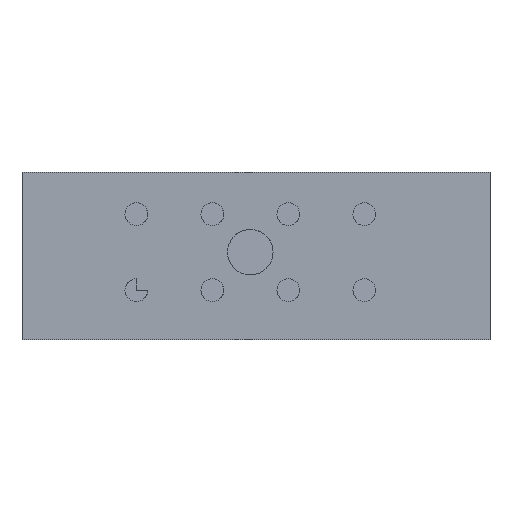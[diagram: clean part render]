
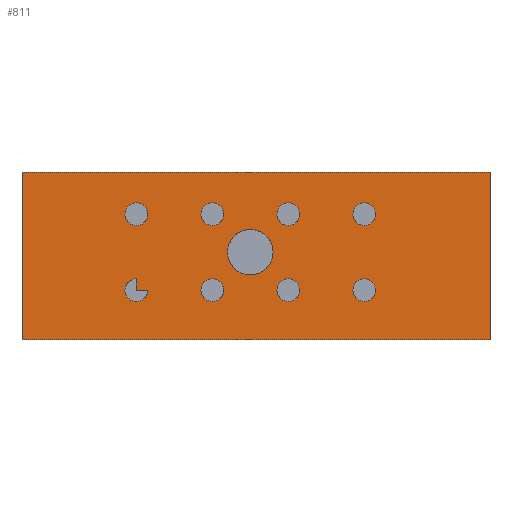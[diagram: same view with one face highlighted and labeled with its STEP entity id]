
A CAD part, front view. The second image highlights one B-rep face of the part: STEP entity #811.
In plain terms, the highlighted planar face has unit normal (0, -1, 0).
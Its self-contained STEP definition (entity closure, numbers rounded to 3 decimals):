
#26=FACE_BOUND('',#159,.T.);
#27=FACE_BOUND('',#160,.T.);
#28=FACE_BOUND('',#161,.T.);
#29=FACE_BOUND('',#162,.T.);
#30=FACE_BOUND('',#163,.T.);
#31=FACE_BOUND('',#164,.T.);
#32=FACE_BOUND('',#165,.T.);
#33=FACE_BOUND('',#166,.T.);
#34=FACE_BOUND('',#167,.T.);
#69=PLANE('',#884);
#108=FACE_OUTER_BOUND('',#158,.T.);
#158=EDGE_LOOP('',(#702,#703,#704,#705));
#159=EDGE_LOOP('',(#706));
#160=EDGE_LOOP('',(#707));
#161=EDGE_LOOP('',(#708,#709,#710));
#162=EDGE_LOOP('',(#711));
#163=EDGE_LOOP('',(#712));
#164=EDGE_LOOP('',(#713));
#165=EDGE_LOOP('',(#714));
#166=EDGE_LOOP('',(#715));
#167=EDGE_LOOP('',(#716));
#197=LINE('',#1122,#284);
#201=LINE('',#1132,#288);
#271=LINE('',#1299,#358);
#272=LINE('',#1301,#359);
#273=LINE('',#1303,#360);
#274=LINE('',#1304,#361);
#284=VECTOR('',#916,10.);
#288=VECTOR('',#928,10.);
#358=VECTOR('',#1080,11.);
#359=VECTOR('',#1081,11.);
#360=VECTOR('',#1082,11.);
#361=VECTOR('',#1083,11.);
#367=CIRCLE('',#834,1.5);
#368=CIRCLE('',#837,1.5);
#369=CIRCLE('',#842,1.5);
#370=CIRCLE('',#845,1.5);
#371=CIRCLE('',#848,1.5);
#372=CIRCLE('',#851,3.);
#373=CIRCLE('',#854,1.5);
#374=CIRCLE('',#857,1.5);
#375=CIRCLE('',#860,1.5);
#378=VERTEX_POINT('',#1104);
#380=VERTEX_POINT('',#1110);
#384=VERTEX_POINT('',#1119);
#385=VERTEX_POINT('',#1121);
#387=VERTEX_POINT('',#1127);
#388=VERTEX_POINT('',#1134);
#390=VERTEX_POINT('',#1140);
#392=VERTEX_POINT('',#1146);
#394=VERTEX_POINT('',#1152);
#396=VERTEX_POINT('',#1158);
#398=VERTEX_POINT('',#1164);
#442=VERTEX_POINT('',#1297);
#443=VERTEX_POINT('',#1298);
#444=VERTEX_POINT('',#1300);
#445=VERTEX_POINT('',#1302);
#449=EDGE_CURVE('',#378,#378,#367,.T.);
#452=EDGE_CURVE('',#380,#380,#368,.T.);
#457=EDGE_CURVE('',#385,#384,#197,.T.);
#460=EDGE_CURVE('',#387,#385,#369,.T.);
#463=EDGE_CURVE('',#384,#387,#201,.T.);
#464=EDGE_CURVE('',#388,#388,#370,.T.);
#467=EDGE_CURVE('',#390,#390,#371,.T.);
#470=EDGE_CURVE('',#392,#392,#372,.T.);
#473=EDGE_CURVE('',#394,#394,#373,.T.);
#476=EDGE_CURVE('',#396,#396,#374,.T.);
#479=EDGE_CURVE('',#398,#398,#375,.T.);
#545=EDGE_CURVE('',#442,#443,#271,.T.);
#546=EDGE_CURVE('',#443,#444,#272,.T.);
#547=EDGE_CURVE('',#444,#445,#273,.T.);
#548=EDGE_CURVE('',#445,#442,#274,.T.);
#702=ORIENTED_EDGE('',*,*,#545,.T.);
#703=ORIENTED_EDGE('',*,*,#546,.T.);
#704=ORIENTED_EDGE('',*,*,#547,.T.);
#705=ORIENTED_EDGE('',*,*,#548,.T.);
#706=ORIENTED_EDGE('',*,*,#449,.T.);
#707=ORIENTED_EDGE('',*,*,#452,.T.);
#708=ORIENTED_EDGE('',*,*,#460,.T.);
#709=ORIENTED_EDGE('',*,*,#457,.T.);
#710=ORIENTED_EDGE('',*,*,#463,.T.);
#711=ORIENTED_EDGE('',*,*,#464,.T.);
#712=ORIENTED_EDGE('',*,*,#467,.T.);
#713=ORIENTED_EDGE('',*,*,#470,.T.);
#714=ORIENTED_EDGE('',*,*,#473,.T.);
#715=ORIENTED_EDGE('',*,*,#476,.T.);
#716=ORIENTED_EDGE('',*,*,#479,.T.);
#811=ADVANCED_FACE('',(#108,#26,#27,#28,#29,#30,#31,#32,#33,#34),#69,.F.);
#834=AXIS2_PLACEMENT_3D('',#1105,#900,#901);
#837=AXIS2_PLACEMENT_3D('',#1111,#907,#908);
#842=AXIS2_PLACEMENT_3D('',#1128,#922,#923);
#845=AXIS2_PLACEMENT_3D('',#1135,#931,#932);
#848=AXIS2_PLACEMENT_3D('',#1141,#938,#939);
#851=AXIS2_PLACEMENT_3D('',#1147,#945,#946);
#854=AXIS2_PLACEMENT_3D('',#1153,#952,#953);
#857=AXIS2_PLACEMENT_3D('',#1159,#959,#960);
#860=AXIS2_PLACEMENT_3D('',#1165,#966,#967);
#884=AXIS2_PLACEMENT_3D('',#1296,#1078,#1079);
#900=DIRECTION('center_axis',(0.,1.,0.));
#901=DIRECTION('ref_axis',(1.,0.,0.));
#907=DIRECTION('center_axis',(0.,1.,0.));
#908=DIRECTION('ref_axis',(1.,0.,0.));
#916=DIRECTION('',(0.,0.,-1.));
#922=DIRECTION('center_axis',(0.,1.,0.));
#923=DIRECTION('ref_axis',(1.,0.,0.));
#928=DIRECTION('',(1.,0.,0.));
#931=DIRECTION('center_axis',(0.,1.,0.));
#932=DIRECTION('ref_axis',(1.,0.,0.));
#938=DIRECTION('center_axis',(0.,1.,0.));
#939=DIRECTION('ref_axis',(1.,0.,0.));
#945=DIRECTION('center_axis',(0.,1.,0.));
#946=DIRECTION('ref_axis',(1.,0.,0.));
#952=DIRECTION('center_axis',(0.,1.,0.));
#953=DIRECTION('ref_axis',(1.,0.,0.));
#959=DIRECTION('center_axis',(0.,1.,0.));
#960=DIRECTION('ref_axis',(1.,0.,0.));
#966=DIRECTION('center_axis',(0.,1.,0.));
#967=DIRECTION('ref_axis',(1.,0.,0.));
#1078=DIRECTION('center_axis',(0.,1.,0.));
#1079=DIRECTION('ref_axis',(0.,0.,1.));
#1080=DIRECTION('',(-1.,0.,0.));
#1081=DIRECTION('',(0.,0.,-1.));
#1082=DIRECTION('',(1.,0.,0.));
#1083=DIRECTION('',(0.,0.,1.));
#1104=CARTESIAN_POINT('',(3.5,-12.5,5.));
#1105=CARTESIAN_POINT('Origin',(5.,-12.5,5.));
#1110=CARTESIAN_POINT('',(-6.5,-12.5,5.));
#1111=CARTESIAN_POINT('Origin',(-5.,-12.5,5.));
#1119=CARTESIAN_POINT('',(-15.,-12.5,-5.));
#1121=CARTESIAN_POINT('',(-15.,-12.5,-3.5));
#1122=CARTESIAN_POINT('',(-15.,-12.5,-2.));
#1127=CARTESIAN_POINT('',(-13.5,-12.5,-5.));
#1128=CARTESIAN_POINT('Origin',(-15.,-12.5,-5.));
#1132=CARTESIAN_POINT('',(-7.125,-12.5,-5.));
#1134=CARTESIAN_POINT('',(3.5,-12.5,-5.));
#1135=CARTESIAN_POINT('Origin',(5.,-12.5,-5.));
#1140=CARTESIAN_POINT('',(13.5,-12.5,5.));
#1141=CARTESIAN_POINT('Origin',(15.,-12.5,5.));
#1146=CARTESIAN_POINT('',(-3.,-12.5,0.));
#1147=CARTESIAN_POINT('Origin',(0.,-12.5,0.));
#1152=CARTESIAN_POINT('',(-16.5,-12.5,5.));
#1153=CARTESIAN_POINT('Origin',(-15.,-12.5,5.));
#1158=CARTESIAN_POINT('',(-6.5,-12.5,-5.));
#1159=CARTESIAN_POINT('Origin',(-5.,-12.5,-5.));
#1164=CARTESIAN_POINT('',(13.5,-12.5,-5.));
#1165=CARTESIAN_POINT('Origin',(15.,-12.5,-5.));
#1296=CARTESIAN_POINT('Origin',(0.75,-12.5,-0.5));
#1297=CARTESIAN_POINT('',(31.55,-12.5,10.5));
#1298=CARTESIAN_POINT('',(-30.05,-12.5,10.5));
#1299=CARTESIAN_POINT('',(31.55,-12.5,10.5));
#1300=CARTESIAN_POINT('',(-30.05,-12.5,-11.5));
#1301=CARTESIAN_POINT('',(-30.05,-12.5,10.5));
#1302=CARTESIAN_POINT('',(31.55,-12.5,-11.5));
#1303=CARTESIAN_POINT('',(-30.05,-12.5,-11.5));
#1304=CARTESIAN_POINT('',(31.55,-12.5,-11.5));
